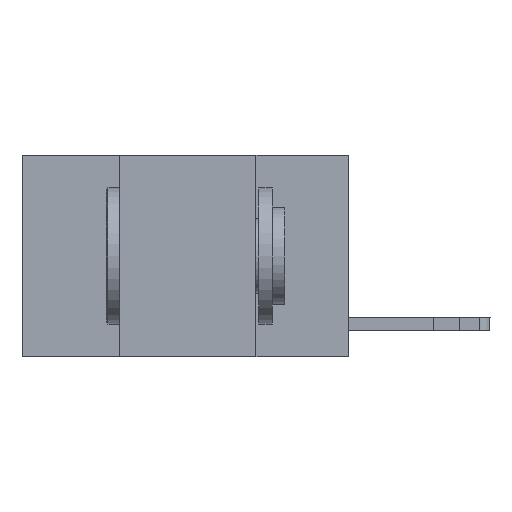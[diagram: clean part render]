
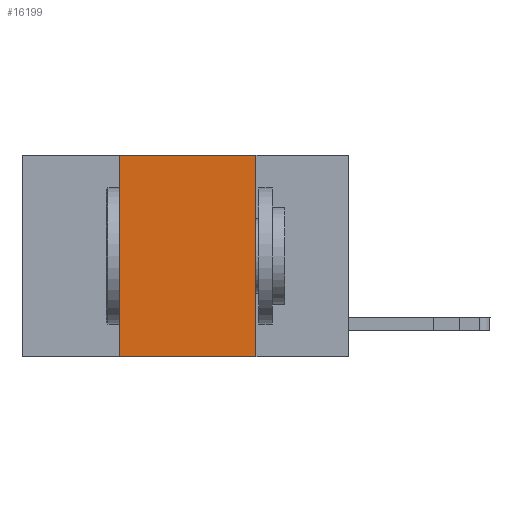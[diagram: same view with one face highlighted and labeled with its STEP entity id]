
A CAD part, left-side view. The second image highlights one B-rep face of the part: STEP entity #16199.
In plain terms, the highlighted planar face has unit normal (-1, 0, 0).
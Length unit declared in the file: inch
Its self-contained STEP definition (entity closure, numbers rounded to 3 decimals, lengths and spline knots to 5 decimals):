
#155 = EDGE_CURVE ( 'NONE', #10482, #20113, #18681, .T. ) ;
#322 = CARTESIAN_POINT ( 'NONE',  ( 0., 0.17, 0. ) ) ;
#672 = VECTOR ( 'NONE', #13024, 39.37008 ) ;
#1169 = ORIENTED_EDGE ( 'NONE', *, *, #9248, .F. ) ;
#1431 = EDGE_LOOP ( 'NONE', ( #18130, #1169, #10254, #2271 ) ) ;
#2067 = DIRECTION ( 'NONE',  ( 0., -1., 0. ) ) ;
#2271 = ORIENTED_EDGE ( 'NONE', *, *, #19900, .T. ) ;
#4730 = CARTESIAN_POINT ( 'NONE',  ( 0., 0.17, -0.37 ) ) ;
#7063 = EDGE_CURVE ( 'NONE', #15266, #15735, #15385, .T. ) ;
#7695 = CARTESIAN_POINT ( 'NONE',  ( 0., 0.6, 0. ) ) ;
#9248 = EDGE_CURVE ( 'NONE', #20113, #15266, #11222, .T. ) ;
#9392 = DIRECTION ( 'NONE',  ( 0., 0., -1. ) ) ;
#9935 = FACE_OUTER_BOUND ( 'NONE', #1431, .T. ) ;
#10254 = ORIENTED_EDGE ( 'NONE', *, *, #155, .F. ) ;
#10482 = VERTEX_POINT ( 'NONE', #14139 ) ;
#11131 = CARTESIAN_POINT ( 'NONE',  ( 0., 0.42, 0. ) ) ;
#11222 = LINE ( 'NONE', #16102, #19093 ) ;
#11744 = CARTESIAN_POINT ( 'NONE',  ( 0., 0.17, 0. ) ) ;
#12514 = LINE ( 'NONE', #13924, #16968 ) ;
#13024 = DIRECTION ( 'NONE',  ( 0., 0., 1. ) ) ;
#13924 = CARTESIAN_POINT ( 'NONE',  ( 0., 0.6, -0.37 ) ) ;
#14139 = CARTESIAN_POINT ( 'NONE',  ( 0., 0.42, -0.37 ) ) ;
#15266 = VERTEX_POINT ( 'NONE', #11744 ) ;
#15385 = LINE ( 'NONE', #322, #19294 ) ;
#15594 = DIRECTION ( 'NONE',  ( 0., 0., -1. ) ) ;
#15735 = VERTEX_POINT ( 'NONE', #4730 ) ;
#16099 = PLANE ( 'NONE',  #18915 ) ;
#16102 = CARTESIAN_POINT ( 'NONE',  ( 0., 0.6, 0. ) ) ;
#16199 = ADVANCED_FACE ( 'NONE', ( #9935 ), #16099, .F. ) ;
#16968 = VECTOR ( 'NONE', #2067, 39.37008 ) ;
#17579 = CARTESIAN_POINT ( 'NONE',  ( 0., 0.42, 0. ) ) ;
#18130 = ORIENTED_EDGE ( 'NONE', *, *, #7063, .F. ) ;
#18681 = LINE ( 'NONE', #17579, #672 ) ;
#18915 = AXIS2_PLACEMENT_3D ( 'NONE', #7695, #19455, #9392 ) ;
#19093 = VECTOR ( 'NONE', #21056, 39.37008 ) ;
#19294 = VECTOR ( 'NONE', #15594, 39.37008 ) ;
#19455 = DIRECTION ( 'NONE',  ( 1., 0., 0. ) ) ;
#19900 = EDGE_CURVE ( 'NONE', #10482, #15735, #12514, .T. ) ;
#20113 = VERTEX_POINT ( 'NONE', #11131 ) ;
#21056 = DIRECTION ( 'NONE',  ( 0., -1., 0. ) ) ;
